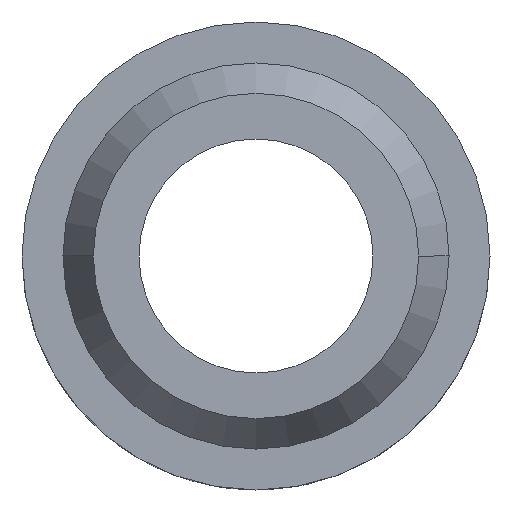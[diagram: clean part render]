
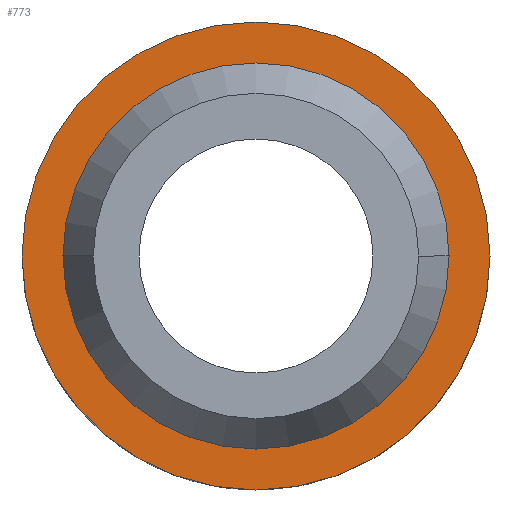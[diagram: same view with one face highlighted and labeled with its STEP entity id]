
A CAD part, front view. The second image highlights one B-rep face of the part: STEP entity #773.
In plain terms, the highlighted planar face has unit normal (0, -1, 0).
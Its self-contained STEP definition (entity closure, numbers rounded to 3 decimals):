
#93=CARTESIAN_POINT('',(8.,6.5,0.0));
#94=VERTEX_POINT('',#93);
#110=CARTESIAN_POINT('',(-8.,6.5,0.));
#111=VERTEX_POINT('',#110);
#118=CARTESIAN_POINT('',(0.0,6.5,0.0));
#119=DIRECTION('',(0.0,-1.0,0.0));
#120=DIRECTION('',(1.0,0.0,0.0));
#121=AXIS2_PLACEMENT_3D('',#118,#119,#120);
#122=CIRCLE('',#121,8.);
#123=EDGE_CURVE('',#94,#111,#122,.T.);
#211=CARTESIAN_POINT('',(6.6,6.5,0.0));
#212=VERTEX_POINT('',#211);
#221=CARTESIAN_POINT('',(-6.6,6.5,0.));
#222=VERTEX_POINT('',#221);
#223=CARTESIAN_POINT('',(0.0,6.5,0.0));
#224=DIRECTION('',(0.0,-1.0,0.0));
#225=DIRECTION('',(1.0,0.0,0.0));
#226=AXIS2_PLACEMENT_3D('',#223,#224,#225);
#227=CIRCLE('',#226,6.6);
#228=EDGE_CURVE('',#212,#222,#227,.T.);
#448=CARTESIAN_POINT('',(0.0,6.5,0.0));
#449=DIRECTION('',(0.0,-1.0,0.0));
#450=DIRECTION('',(1.0,0.0,0.0));
#451=AXIS2_PLACEMENT_3D('',#448,#449,#450);
#452=CIRCLE('',#451,6.6);
#453=EDGE_CURVE('',#222,#212,#452,.T.);
#675=CARTESIAN_POINT('',(0.0,6.5,0.0));
#676=DIRECTION('',(0.0,-1.0,0.0));
#677=DIRECTION('',(1.0,0.0,0.0));
#678=AXIS2_PLACEMENT_3D('',#675,#676,#677);
#679=CIRCLE('',#678,8.);
#680=EDGE_CURVE('',#111,#94,#679,.T.);
#760=CARTESIAN_POINT('',(7.3,6.5,0.0));
#761=DIRECTION('',(0.0,-1.0,0.0));
#762=DIRECTION('',(0.0,0.0,-1.0));
#763=AXIS2_PLACEMENT_3D('',#760,#761,#762);
#764=PLANE('',#763);
#765=ORIENTED_EDGE('',*,*,#123,.T.);
#766=ORIENTED_EDGE('',*,*,#680,.T.);
#767=EDGE_LOOP('',(#765,#766));
#768=FACE_OUTER_BOUND('',#767,.T.);
#769=ORIENTED_EDGE('',*,*,#228,.F.);
#770=ORIENTED_EDGE('',*,*,#453,.F.);
#771=EDGE_LOOP('',(#769,#770));
#772=FACE_BOUND('',#771,.T.);
#773=ADVANCED_FACE('',(#768,#772),#764,.T.);
